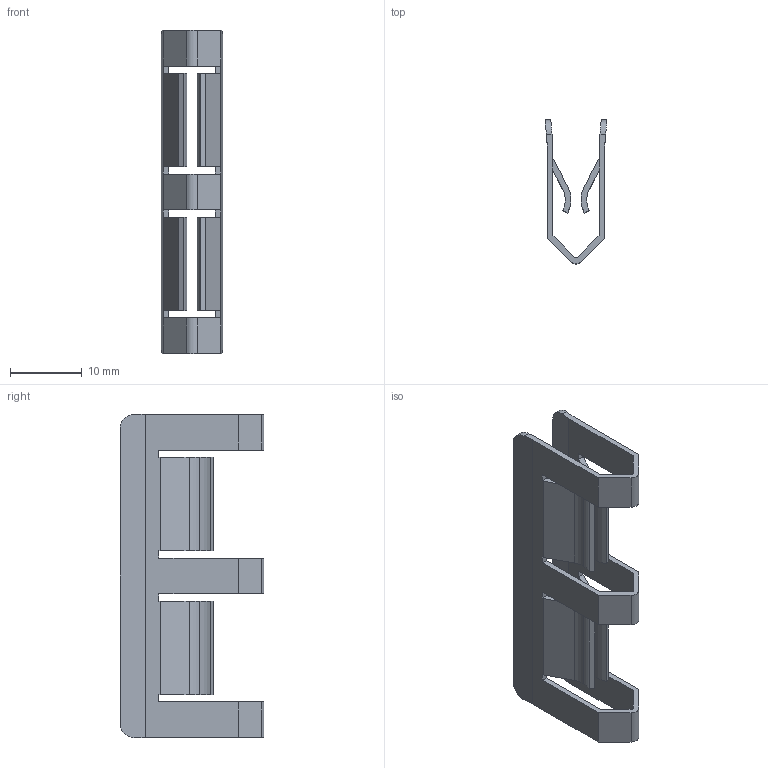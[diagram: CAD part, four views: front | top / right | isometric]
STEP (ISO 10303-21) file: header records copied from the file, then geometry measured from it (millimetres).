
FILE_DESCRIPTION (( 'STEP AP214' ), '1' );
FILE_NAME ('6520026', '2019-02-04T08:18:24', ( '' ), ('JUGARD+KÜNSTNER GmbH'), 'SwSTEP 2.0', 'SolidWorks 2017', '' );
FILE_SCHEMA (( 'AUTOMOTIVE_DESIGN' ));
Length unit declared in the file: millimetre
Products named in the file (1): 6520026_CNAJF00
Bounding box: 8.61 x 20 x 45 mm (x, y, z)
Volume: 1100.9 mm3; surface area: 3090.5 mm2
Topology: 1 solids, 1 shells, 78 faces, 232 edges, 152 vertices
Faces by surface type: plane 56, cylinder 22
Entity records: 2630 total; most frequent: CARTESIAN_POINT 487, ORIENTED_EDGE 464, DIRECTION 418, EDGE_CURVE 232, VECTOR 188, LINE 188, VERTEX_POINT 152, AXIS2_PLACEMENT_3D 115
